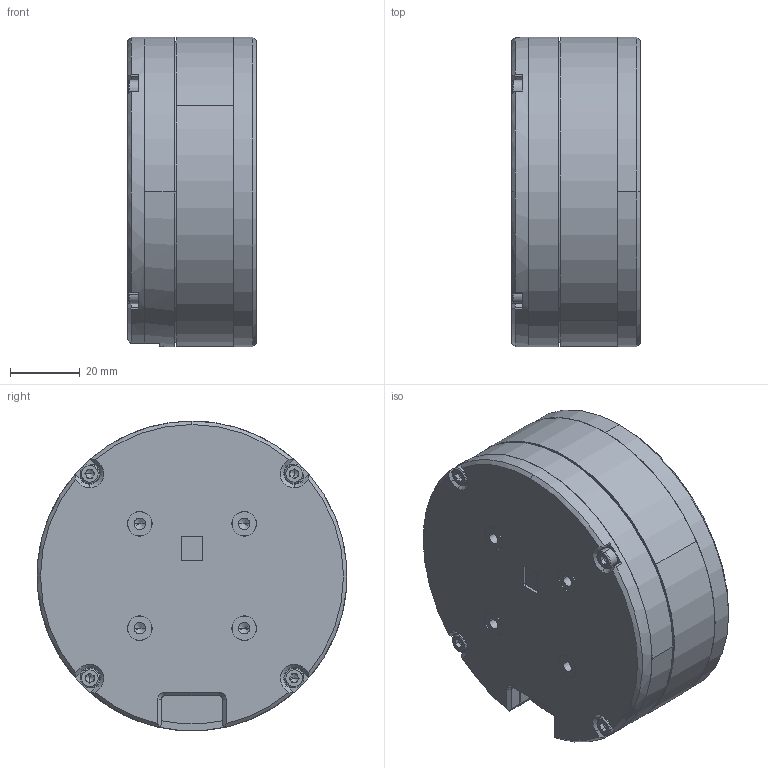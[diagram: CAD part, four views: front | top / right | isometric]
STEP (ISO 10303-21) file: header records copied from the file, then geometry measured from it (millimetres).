
FILE_DESCRIPTION (( 'STEP AP214' ), '1' );
FILE_NAME ('RMD-L-9010.STEP', '2019-11-06T10:54:52', ( '' ), ( '' ), 'SwSTEP 2.0', 'SolidWorks 2012', '' );
FILE_SCHEMA (( 'AUTOMOTIVE_DESIGN' ));
Length unit declared in the file: millimetre
Products named in the file (1): RMD-L-9010
Bounding box: 37 x 89 x 89 mm (x, y, z)
Volume: 73279 mm3; surface area: 67472.4 mm2
Topology: 10 solids, 10 shells, 500 faces, 1313 edges, 827 vertices
Faces by surface type: cylinder 249, plane 173, cone 70, torus 8
Entity records: 21457 total; most frequent: CARTESIAN_POINT 3051, DIRECTION 2866, ORIENTED_EDGE 2558, EDGE_CURVE 1279, AXIS2_PLACEMENT_3D 1118, VERTEX_POINT 827, LINE 630, VECTOR 630
